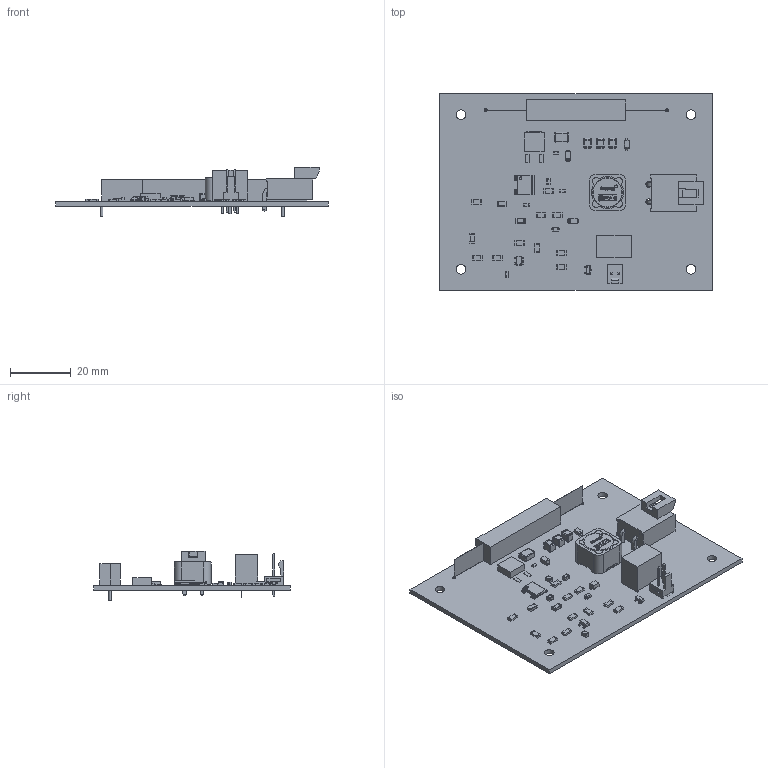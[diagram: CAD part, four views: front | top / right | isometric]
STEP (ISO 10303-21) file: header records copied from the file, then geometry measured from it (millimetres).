
FILE_DESCRIPTION(('KiCad electronic assembly'),'2;1');
FILE_NAME('Indicator_voltage.step','2024-07-03T11:05:27',('Pcbnew'),( 'Kicad'),'Open CASCADE STEP processor 7.7','KiCad to STEP converter' ,'Unknown');
FILE_SCHEMA(('AUTOMOTIVE_DESIGN { 1 0 10303 214 1 1 1 1 }'));
Length unit declared in the file: millimetre
Products named in the file (40): Indicator_voltage 1; 0805Y1000104JXT; ASSEMBLY; 7447709102; 74477030; GRM31A5C2J100JW01D; GCJ43DR72J104KXJ1L; 200241-1212; 2002411212; RK73H2BLTDD2152F; GRM32ER61C476KE15K; US1KFA; 22-11-2022; 22-11-2022_1; TSR_0.5-2450; tsr05; CMHZ4107_TR_PBFREE; RL0816S-R22-F; SI2343CDS-T1-GE3; 0ADAP0200-RE; LT8316EFE#PBF; TK3P80E,RQ; GRM31CR71E106KA12L; GRM31A5C2J101FW01D; TS391ILT; CMDSH2-3_TR_PBFREE; Indicator_voltage_PCB
Assembly tree (55 placements, depth 3):
  Indicator_voltage 1
    0805Y1000104JXT  x4
      ASSEMBLY
    7447709102
      74477030
    GRM31A5C2J100JW01D
      ASSEMBLY
    GCJ43DR72J104KXJ1L
      ASSEMBLY
    200241-1212
      2002411212
    RK73H2BLTDD2152F  x11
      ASSEMBLY
    GRM32ER61C476KE15K  x3
      ASSEMBLY
    US1KFA  x2
      ASSEMBLY
    22-11-2022
      22-11-2022_1
    TSR_0.5-2450
      tsr05
    CMHZ4107_TR_PBFREE
      ASSEMBLY
    RL0816S-R22-F
      ASSEMBLY
    SI2343CDS-T1-GE3
      ASSEMBLY
    0ADAP0200-RE
      ASSEMBLY
    LT8316EFE#PBF
      LT8316EFE#PBF
    TK3P80E,RQ
      ASSEMBLY
    GRM31CR71E106KA12L
      GRM31A5C2J101FW01D
    TS391ILT
      ASSEMBLY
    CMDSH2-3_TR_PBFREE
      ASSEMBLY
    Indicator_voltage_PCB
Bounding box: 90 x 65 x 16.2 mm (x, y, z)
Volume: 13645.1 mm3; surface area: 18587.6 mm2
Topology: 125 solids, 125 shells, 2037 faces, 4946 edges, 3136 vertices
Faces by surface type: plane 1387, cylinder 513, sphere 72, bspline 47, torus 14, cone 4
Full cylindrical faces by diameter (mm): 0.163 x1, 0.203 x1, 0.81 x2, 0.94 x3, 1.01 x2, 1.02 x2, 1.85 x2, 3.15 x1, 3.2 x4
Entity records: 54286 total; most frequent: CARTESIAN_POINT 9318, DIRECTION 7934, ORIENTED_EDGE 7920, EDGE_CURVE 3960, LINE 3034, VECTOR 3034, VERTEX_POINT 2560, AXIS2_PLACEMENT_3D 2450
